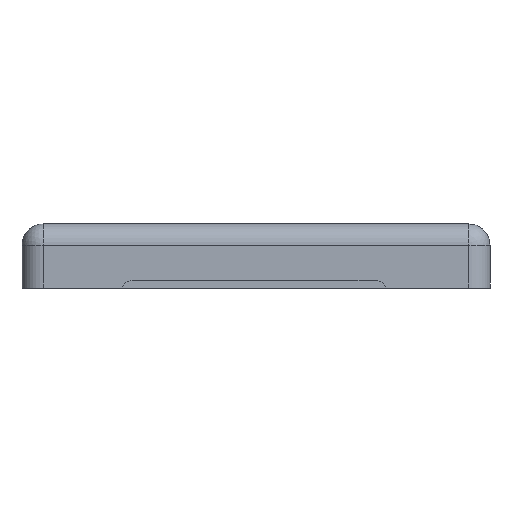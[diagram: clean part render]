
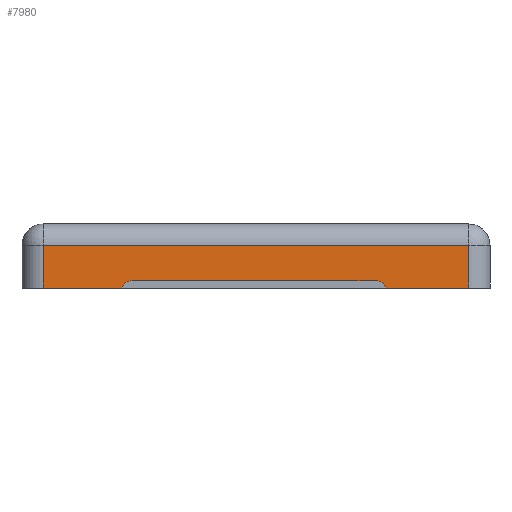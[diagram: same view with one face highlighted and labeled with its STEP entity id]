
A CAD part, left-side view. The second image highlights one B-rep face of the part: STEP entity #7980.
In plain terms, the highlighted planar face has unit normal (-1, 0, 0).
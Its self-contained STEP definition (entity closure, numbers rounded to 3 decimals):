
#41=CIRCLE('',#8267,0.5);
#42=CIRCLE('',#8268,0.5);
#291=PLANE('',#8266);
#693=FACE_OUTER_BOUND('',#1130,.T.);
#1130=EDGE_LOOP('',(#7227,#7228,#7229,#7230,#7231,#7232,#7233,#7234,#7235));
#1915=LINE('',#14486,#2752);
#1919=LINE('',#14498,#2756);
#1932=LINE('',#14524,#2769);
#1947=LINE('',#14560,#2784);
#1948=LINE('',#14561,#2785);
#1949=LINE('',#14563,#2786);
#1950=LINE('',#14567,#2787);
#2752=VECTOR('',#9498,10.);
#2756=VECTOR('',#9512,10.);
#2769=VECTOR('',#9525,10.);
#2784=VECTOR('',#9548,10.);
#2785=VECTOR('',#9549,10.);
#2786=VECTOR('',#9550,10.);
#2787=VECTOR('',#9553,10.);
#3864=VERTEX_POINT('',#14479);
#3867=VERTEX_POINT('',#14484);
#3870=VERTEX_POINT('',#14497);
#3882=VERTEX_POINT('',#14521);
#3883=VERTEX_POINT('',#14523);
#3900=VERTEX_POINT('',#14559);
#3901=VERTEX_POINT('',#14562);
#3902=VERTEX_POINT('',#14564);
#3903=VERTEX_POINT('',#14566);
#4987=EDGE_CURVE('',#3867,#3864,#1915,.T.);
#4993=EDGE_CURVE('',#3864,#3870,#1919,.T.);
#5006=EDGE_CURVE('',#3883,#3882,#1932,.T.);
#5024=EDGE_CURVE('',#3900,#3867,#1947,.T.);
#5025=EDGE_CURVE('',#3883,#3900,#1948,.T.);
#5026=EDGE_CURVE('',#3882,#3901,#1949,.T.);
#5027=EDGE_CURVE('',#3902,#3901,#41,.T.);
#5028=EDGE_CURVE('',#3902,#3903,#1950,.T.);
#5029=EDGE_CURVE('',#3870,#3903,#42,.T.);
#7227=ORIENTED_EDGE('',*,*,#4987,.F.);
#7228=ORIENTED_EDGE('',*,*,#5024,.F.);
#7229=ORIENTED_EDGE('',*,*,#5025,.F.);
#7230=ORIENTED_EDGE('',*,*,#5006,.T.);
#7231=ORIENTED_EDGE('',*,*,#5026,.T.);
#7232=ORIENTED_EDGE('',*,*,#5027,.F.);
#7233=ORIENTED_EDGE('',*,*,#5028,.T.);
#7234=ORIENTED_EDGE('',*,*,#5029,.F.);
#7235=ORIENTED_EDGE('',*,*,#4993,.F.);
#7980=ADVANCED_FACE('',(#693),#291,.T.);
#8266=AXIS2_PLACEMENT_3D('',#14558,#9546,#9547);
#8267=AXIS2_PLACEMENT_3D('',#14565,#9551,#9552);
#8268=AXIS2_PLACEMENT_3D('',#14568,#9554,#9555);
#9498=DIRECTION('',(0.,0.,-1.));
#9512=DIRECTION('',(0.,1.,0.));
#9525=DIRECTION('',(0.,-1.,0.));
#9546=DIRECTION('center_axis',(-1.,0.,0.));
#9547=DIRECTION('ref_axis',(0.,-1.,0.));
#9548=DIRECTION('',(0.,-1.,0.));
#9549=DIRECTION('',(0.,0.,1.));
#9550=DIRECTION('',(0.,-1.,0.));
#9551=DIRECTION('center_axis',(-1.,0.,0.));
#9552=DIRECTION('ref_axis',(0.,0.,1.));
#9553=DIRECTION('',(0.,-1.,0.));
#9554=DIRECTION('center_axis',(-1.,0.,0.));
#9555=DIRECTION('ref_axis',(0.,-1.,0.));
#14479=CARTESIAN_POINT('',(24.427,39.667,3.8));
#14484=CARTESIAN_POINT('',(24.427,39.667,5.8));
#14486=CARTESIAN_POINT('',(24.427,39.667,3.8));
#14497=CARTESIAN_POINT('',(24.427,43.516,3.8));
#14498=CARTESIAN_POINT('',(24.427,43.493,3.8));
#14521=CARTESIAN_POINT('',(24.427,55.893,3.8));
#14523=CARTESIAN_POINT('',(24.427,59.545,3.8));
#14524=CARTESIAN_POINT('',(24.427,60.545,3.8));
#14558=CARTESIAN_POINT('Origin',(24.427,60.545,3.8));
#14559=CARTESIAN_POINT('',(24.427,59.545,5.8));
#14560=CARTESIAN_POINT('',(24.427,55.075,5.8));
#14561=CARTESIAN_POINT('',(24.427,59.545,3.8));
#14562=CARTESIAN_POINT('',(24.427,55.87,3.8));
#14563=CARTESIAN_POINT('',(24.427,55.893,3.8));
#14564=CARTESIAN_POINT('',(24.427,55.393,4.15));
#14565=CARTESIAN_POINT('Origin',(24.427,55.393,3.65));
#14566=CARTESIAN_POINT('',(24.427,43.993,4.15));
#14567=CARTESIAN_POINT('',(24.427,55.393,4.15));
#14568=CARTESIAN_POINT('Origin',(24.427,43.993,3.65));
